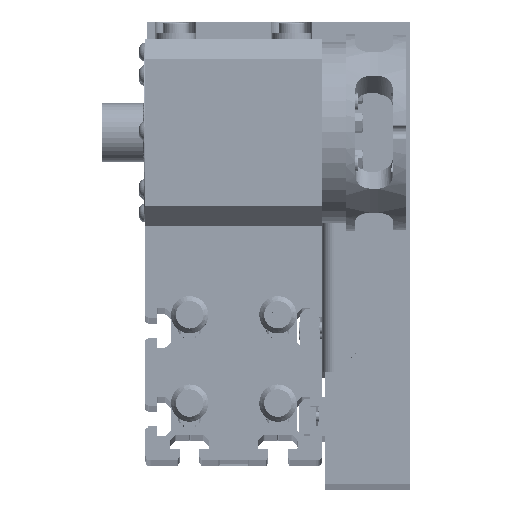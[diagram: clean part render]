
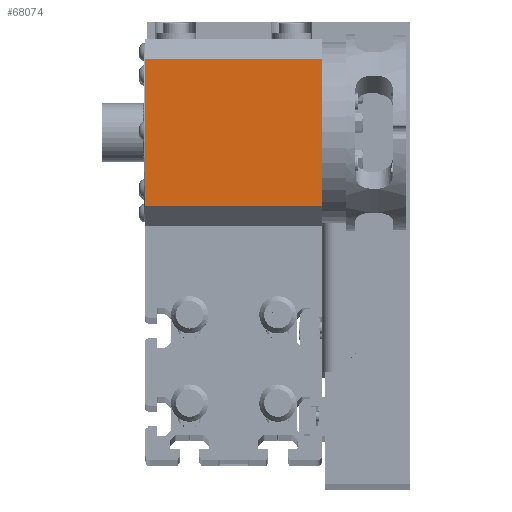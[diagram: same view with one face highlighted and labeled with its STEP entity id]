
A CAD part, top view. The second image highlights one B-rep face of the part: STEP entity #68074.
In plain terms, the highlighted face is planar.
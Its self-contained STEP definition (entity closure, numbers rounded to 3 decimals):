
#7587 = CARTESIAN_POINT ( 'NONE',  ( -18.37, -155.138, 0. ) ) ;
#8087 = DIRECTION ( 'NONE',  ( 1., 0., 0. ) ) ;
#11610 = LINE ( 'NONE', #72852, #115401 ) ;
#19163 = DIRECTION ( 'NONE',  ( 1., 0., 0. ) ) ;
#23571 = CARTESIAN_POINT ( 'NONE',  ( -18.37, -155.138, 0. ) ) ;
#35446 = ORIENTED_EDGE ( 'NONE', *, *, #121604, .T. ) ;
#44188 = ORIENTED_EDGE ( 'NONE', *, *, #59219, .T. ) ;
#49150 = DIRECTION ( 'NONE',  ( 0., -1., 0. ) ) ;
#55356 = VECTOR ( 'NONE', #108390, 1000. ) ;
#57390 = VECTOR ( 'NONE', #104195, 1000. ) ;
#59219 = EDGE_CURVE ( 'NONE', #155609, #85841, #151767, .T. ) ;
#68074 = ADVANCED_FACE ( 'NONE', ( #169572 ), #160283, .T. ) ;
#72852 = CARTESIAN_POINT ( 'NONE',  ( 56.63, -155.138, 0. ) ) ;
#85841 = VERTEX_POINT ( 'NONE', #86490 ) ;
#86490 = CARTESIAN_POINT ( 'NONE',  ( 56.63, -155.138, -90. ) ) ;
#92138 = LINE ( 'NONE', #148879, #55356 ) ;
#101849 = CARTESIAN_POINT ( 'NONE',  ( 19.13, -155.138, -90. ) ) ;
#104195 = DIRECTION ( 'NONE',  ( 0., 0., -1. ) ) ;
#106158 = ORIENTED_EDGE ( 'NONE', *, *, #106601, .F. ) ;
#106326 = VECTOR ( 'NONE', #19163, 1000. ) ;
#106601 = EDGE_CURVE ( 'NONE', #117775, #155398, #92138, .T. ) ;
#108390 = DIRECTION ( 'NONE',  ( 1., 0., 0. ) ) ;
#115401 = VECTOR ( 'NONE', #126028, 1000. ) ;
#117775 = VERTEX_POINT ( 'NONE', #23571 ) ;
#118229 = AXIS2_PLACEMENT_3D ( 'NONE', #172440, #49150, #8087 ) ;
#121604 = EDGE_CURVE ( 'NONE', #117775, #155609, #150300, .T. ) ;
#122306 = CARTESIAN_POINT ( 'NONE',  ( -18.37, -155.138, -90. ) ) ;
#126028 = DIRECTION ( 'NONE',  ( 0., 0., -1. ) ) ;
#126969 = ORIENTED_EDGE ( 'NONE', *, *, #160585, .F. ) ;
#148879 = CARTESIAN_POINT ( 'NONE',  ( 19.13, -155.138, 0. ) ) ;
#150300 = LINE ( 'NONE', #7587, #57390 ) ;
#151767 = LINE ( 'NONE', #101849, #106326 ) ;
#155018 = EDGE_LOOP ( 'NONE', ( #126969, #106158, #35446, #44188 ) ) ;
#155398 = VERTEX_POINT ( 'NONE', #172653 ) ;
#155609 = VERTEX_POINT ( 'NONE', #122306 ) ;
#160283 = PLANE ( 'NONE',  #118229 ) ;
#160585 = EDGE_CURVE ( 'NONE', #155398, #85841, #11610, .T. ) ;
#169572 = FACE_OUTER_BOUND ( 'NONE', #155018, .T. ) ;
#172440 = CARTESIAN_POINT ( 'NONE',  ( 66.63, -155.138, 0. ) ) ;
#172653 = CARTESIAN_POINT ( 'NONE',  ( 56.63, -155.138, 0. ) ) ;
